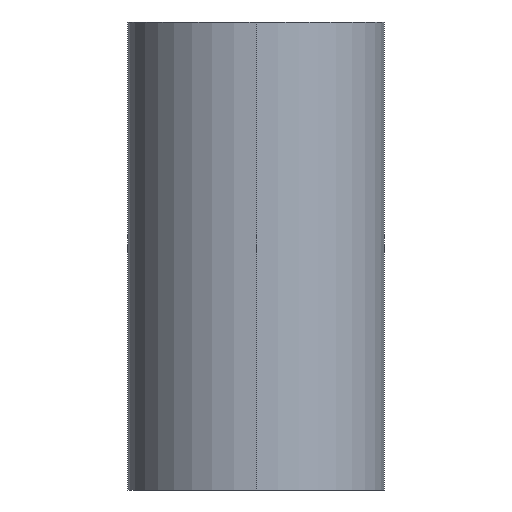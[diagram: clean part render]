
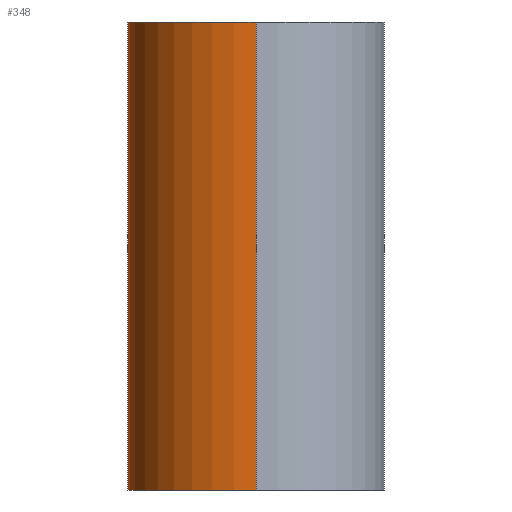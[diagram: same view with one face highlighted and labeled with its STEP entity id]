
A CAD part, left-side view. The second image highlights one B-rep face of the part: STEP entity #348.
In plain terms, the highlighted cylindrical face has radius 19.2 mm (diameter 38.4 mm), a partial arc.
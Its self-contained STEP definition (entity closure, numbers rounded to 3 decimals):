
#3 = CARTESIAN_POINT ( 'NONE',  ( 0., 0., 0. ) ) ;
#6 = CYLINDRICAL_SURFACE ( 'NONE', #75, 19.2 ) ;
#35 = DIRECTION ( 'NONE',  ( 0., 0., 1. ) ) ;
#37 = ORIENTED_EDGE ( 'NONE', *, *, #267, .T. ) ;
#38 = CARTESIAN_POINT ( 'NONE',  ( 19.2, 0., 70. ) ) ;
#41 = FACE_OUTER_BOUND ( 'NONE', #46, .T. ) ;
#46 = EDGE_LOOP ( 'NONE', ( #296, #37, #195, #316 ) ) ;
#65 = DIRECTION ( 'NONE',  ( 0., 0., 1. ) ) ;
#75 = AXIS2_PLACEMENT_3D ( 'NONE', #273, #306, #212 ) ;
#95 = LINE ( 'NONE', #364, #138 ) ;
#96 = EDGE_CURVE ( 'NONE', #161, #234, #270, .T. ) ;
#124 = AXIS2_PLACEMENT_3D ( 'NONE', #328, #65, #333 ) ;
#126 = DIRECTION ( 'NONE',  ( 0., 0., -1. ) ) ;
#138 = VECTOR ( 'NONE', #219, 1000. ) ;
#161 = VERTEX_POINT ( 'NONE', #268 ) ;
#173 = DIRECTION ( 'NONE',  ( 1., 0., 0. ) ) ;
#179 = VERTEX_POINT ( 'NONE', #356 ) ;
#181 = CARTESIAN_POINT ( 'NONE',  ( -19.2, 0., 0. ) ) ;
#195 = ORIENTED_EDGE ( 'NONE', *, *, #96, .T. ) ;
#212 = DIRECTION ( 'NONE',  ( -1., 0., 0. ) ) ;
#219 = DIRECTION ( 'NONE',  ( 0., 0., -1. ) ) ;
#223 = EDGE_CURVE ( 'NONE', #271, #179, #295, .T. ) ;
#234 = VERTEX_POINT ( 'NONE', #181 ) ;
#242 = AXIS2_PLACEMENT_3D ( 'NONE', #3, #35, #173 ) ;
#267 = EDGE_CURVE ( 'NONE', #271, #161, #329, .T. ) ;
#268 = CARTESIAN_POINT ( 'NONE',  ( 19.2, 0., 0. ) ) ;
#270 = CIRCLE ( 'NONE', #242, 19.2 ) ;
#271 = VERTEX_POINT ( 'NONE', #38 ) ;
#273 = CARTESIAN_POINT ( 'NONE',  ( 0., 0., 70. ) ) ;
#295 = CIRCLE ( 'NONE', #124, 19.2 ) ;
#296 = ORIENTED_EDGE ( 'NONE', *, *, #223, .F. ) ;
#300 = CARTESIAN_POINT ( 'NONE',  ( 19.2, 0., 70. ) ) ;
#306 = DIRECTION ( 'NONE',  ( 0., 0., -1. ) ) ;
#316 = ORIENTED_EDGE ( 'NONE', *, *, #334, .F. ) ;
#328 = CARTESIAN_POINT ( 'NONE',  ( 0., 0., 70. ) ) ;
#329 = LINE ( 'NONE', #300, #336 ) ;
#333 = DIRECTION ( 'NONE',  ( 1., 0., 0. ) ) ;
#334 = EDGE_CURVE ( 'NONE', #179, #234, #95, .T. ) ;
#336 = VECTOR ( 'NONE', #126, 1000. ) ;
#348 = ADVANCED_FACE ( 'NONE', ( #41 ), #6, .T. ) ;
#356 = CARTESIAN_POINT ( 'NONE',  ( -19.2, 0., 70. ) ) ;
#364 = CARTESIAN_POINT ( 'NONE',  ( -19.2, 0., 70. ) ) ;
